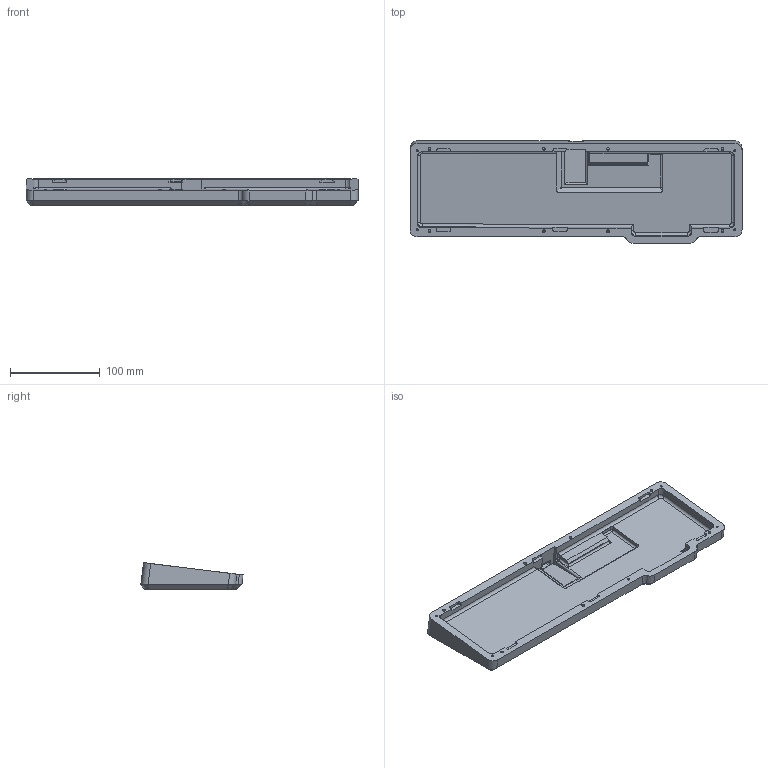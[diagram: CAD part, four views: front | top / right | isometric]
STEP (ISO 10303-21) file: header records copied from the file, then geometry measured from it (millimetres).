
FILE_DESCRIPTION(/* description */ (''),/* implementation_level */ '2;1');
FILE_NAME(/* name */ 'bottom.step',/* time_stamp */ '2023-06-11T01:15:24-07:00',/* author */ (''),/* organization */ (''),/* preprocessor_version */ 'ST-DEVELOPER v19.2',/* originating_system */ 'Autodesk Translation Framework v12.6.0.85',/* authorisation */ '');
FILE_SCHEMA (('AUTOMOTIVE_DESIGN { 1 0 10303 214 3 1 1 }'));
Length unit declared in the file: millimetre
Products named in the file (1): TrashTruck V2
Bounding box: 369.03 x 113.67 x 29.61 mm (x, y, z)
Volume: 501089.6 mm3; surface area: 110124.3 mm2
Topology: 1 solids, 1 shells, 190 faces, 469 edges, 293 vertices
Faces by surface type: plane 83, cylinder 74, bspline 22, sphere 5, cone 4, torus 2
Full cylindrical faces by diameter (mm): 2 x4, 3 x8, 4 x4
Entity records: 6009 total; most frequent: CARTESIAN_POINT 1465, ORIENTED_EDGE 938, DIRECTION 917, EDGE_CURVE 469, AXIS2_PLACEMENT_3D 315, VERTEX_POINT 293, LINE 287, VECTOR 287
